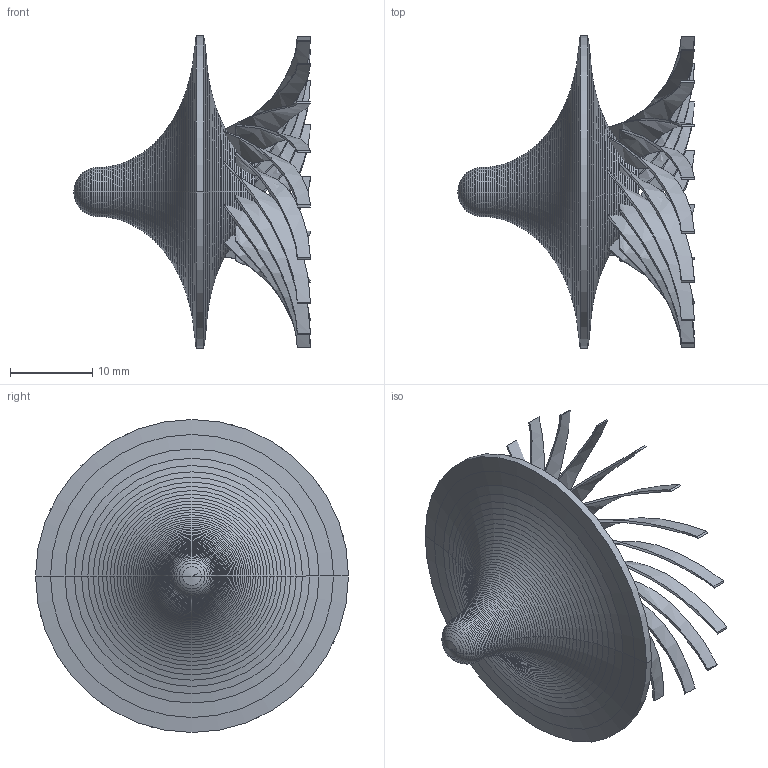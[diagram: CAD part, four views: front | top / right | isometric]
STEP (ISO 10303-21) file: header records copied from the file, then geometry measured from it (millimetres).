
FILE_DESCRIPTION(('Open CASCADE Model'),'2;1');
FILE_NAME('Open CASCADE Shape Model','2023-04-27T23:57:53',('Author'),( 'Open CASCADE'),'Open CASCADE STEP processor 7.7','Open CASCADE 7.7' ,'Unknown');
FILE_SCHEMA(('AUTOMOTIVE_DESIGN { 1 0 10303 214 1 1 1 1 }'));
Length unit declared in the file: millimetre
Products named in the file (39): 8fb36b9e-e546-11ed-b8ab-dc1ba12d9fcd; 8f5c71fb-e546-11ed-a3c7-dc1ba12d9fcd; 8f5c71fb-e546-11ed-a3c7-dc1ba12d9fcd_part; 8f9052f1-e546-11ed-8a99-dc1ba12d9fcd; 8f9052f1-e546-11ed-8a99-dc1ba12d9fcd_part; 8f9052f2-e546-11ed-a4b2-dc1ba12d9fcd; 8f9052f2-e546-11ed-a4b2-dc1ba12d9fcd_part; 8f9052f3-e546-11ed-b473-dc1ba12d9fcd; 8f9052f3-e546-11ed-b473-dc1ba12d9fcd_part; 8f9052f4-e546-11ed-b9cf-dc1ba12d9fcd; 8f9052f4-e546-11ed-b9cf-dc1ba12d9fcd_part; 8f9052f5-e546-11ed-92ac-dc1ba12d9fcd; 8f9052f5-e546-11ed-92ac-dc1ba12d9fcd_part; 8f9052f6-e546-11ed-a811-dc1ba12d9fcd; 8f9052f6-e546-11ed-a811-dc1ba12d9fcd_part; 8f9052f7-e546-11ed-aca5-dc1ba12d9fcd; 8f9052f7-e546-11ed-aca5-dc1ba12d9fcd_part; 8f9052f8-e546-11ed-aa15-dc1ba12d9fcd; 8f9052f8-e546-11ed-aa15-dc1ba12d9fcd_part; 8f9052f9-e546-11ed-89d1-dc1ba12d9fcd; 8f9052f9-e546-11ed-89d1-dc1ba12d9fcd_part; 8fb36b95-e546-11ed-a3c0-dc1ba12d9fcd; 8fb36b95-e546-11ed-a3c0-dc1ba12d9fcd_part; 8fb36b96-e546-11ed-8368-dc1ba12d9fcd; 8fb36b96-e546-11ed-8368-dc1ba12d9fcd_part; 8fb36b97-e546-11ed-8bb5-dc1ba12d9fcd; 8fb36b97-e546-11ed-8bb5-dc1ba12d9fcd_part; 8fb36b98-e546-11ed-ba0b-dc1ba12d9fcd; 8fb36b98-e546-11ed-ba0b-dc1ba12d9fcd_part; 8fb36b99-e546-11ed-9463-dc1ba12d9fcd; 8fb36b99-e546-11ed-9463-dc1ba12d9fcd_part; 8fb36b9a-e546-11ed-859b-dc1ba12d9fcd; 8fb36b9a-e546-11ed-859b-dc1ba12d9fcd_part; 8fb36b9b-e546-11ed-8e81-dc1ba12d9fcd; 8fb36b9b-e546-11ed-8e81-dc1ba12d9fcd_part; 8fb36b9c-e546-11ed-82d9-dc1ba12d9fcd; 8fb36b9c-e546-11ed-82d9-dc1ba12d9fcd_part; 8fb36b9d-e546-11ed-9378-dc1ba12d9fcd; 8fb36b9d-e546-11ed-9378-dc1ba12d9fcd_part
Assembly tree (38 placements, depth 4):
  8fb36b9e-e546-11ed-b8ab-dc1ba12d9fcd
    8f5c71fb-e546-11ed-a3c7-dc1ba12d9fcd
      8f5c71fb-e546-11ed-a3c7-dc1ba12d9fcd_part
    8f9052f1-e546-11ed-8a99-dc1ba12d9fcd
      8f9052f1-e546-11ed-8a99-dc1ba12d9fcd_part
      8f9052f2-e546-11ed-a4b2-dc1ba12d9fcd
        8f9052f2-e546-11ed-a4b2-dc1ba12d9fcd_part
      8f9052f3-e546-11ed-b473-dc1ba12d9fcd
        8f9052f3-e546-11ed-b473-dc1ba12d9fcd_part
      8f9052f4-e546-11ed-b9cf-dc1ba12d9fcd
        8f9052f4-e546-11ed-b9cf-dc1ba12d9fcd_part
      8f9052f5-e546-11ed-92ac-dc1ba12d9fcd
        8f9052f5-e546-11ed-92ac-dc1ba12d9fcd_part
      8f9052f6-e546-11ed-a811-dc1ba12d9fcd
        8f9052f6-e546-11ed-a811-dc1ba12d9fcd_part
      8f9052f7-e546-11ed-aca5-dc1ba12d9fcd
        8f9052f7-e546-11ed-aca5-dc1ba12d9fcd_part
      8f9052f8-e546-11ed-aa15-dc1ba12d9fcd
        8f9052f8-e546-11ed-aa15-dc1ba12d9fcd_part
      8f9052f9-e546-11ed-89d1-dc1ba12d9fcd
        8f9052f9-e546-11ed-89d1-dc1ba12d9fcd_part
    8fb36b95-e546-11ed-a3c0-dc1ba12d9fcd
      8fb36b95-e546-11ed-a3c0-dc1ba12d9fcd_part
      8fb36b96-e546-11ed-8368-dc1ba12d9fcd
        8fb36b96-e546-11ed-8368-dc1ba12d9fcd_part
      8fb36b97-e546-11ed-8bb5-dc1ba12d9fcd
        8fb36b97-e546-11ed-8bb5-dc1ba12d9fcd_part
      8fb36b98-e546-11ed-ba0b-dc1ba12d9fcd
        8fb36b98-e546-11ed-ba0b-dc1ba12d9fcd_part
      8fb36b99-e546-11ed-9463-dc1ba12d9fcd
        8fb36b99-e546-11ed-9463-dc1ba12d9fcd_part
      8fb36b9a-e546-11ed-859b-dc1ba12d9fcd
        8fb36b9a-e546-11ed-859b-dc1ba12d9fcd_part
      8fb36b9b-e546-11ed-8e81-dc1ba12d9fcd
        8fb36b9b-e546-11ed-8e81-dc1ba12d9fcd_part
      8fb36b9c-e546-11ed-82d9-dc1ba12d9fcd
        8fb36b9c-e546-11ed-82d9-dc1ba12d9fcd_part
      8fb36b9d-e546-11ed-9378-dc1ba12d9fcd
        8fb36b9d-e546-11ed-9378-dc1ba12d9fcd_part
Bounding box: 28.75 x 38 x 38 mm (x, y, z)
Volume: 5113.8 mm3; surface area: 6492.6 mm2
Topology: 20 solids, 20 shells, 268 faces, 697 edges, 458 vertices
Faces by surface type: cone 190, bspline 72, plane 4, cylinder 2
Entity records: 48088 total; most frequent: CARTESIAN_POINT 34539, DIRECTION 2150, ORIENTED_EDGE 1372, PCURVE 1372, DEFINITIONAL_REPRESENTATION 1372, LINE 1294, VECTOR 1294, EDGE_CURVE 686
